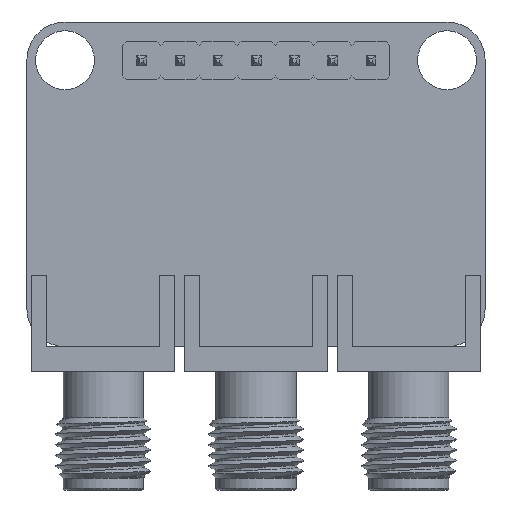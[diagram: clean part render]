
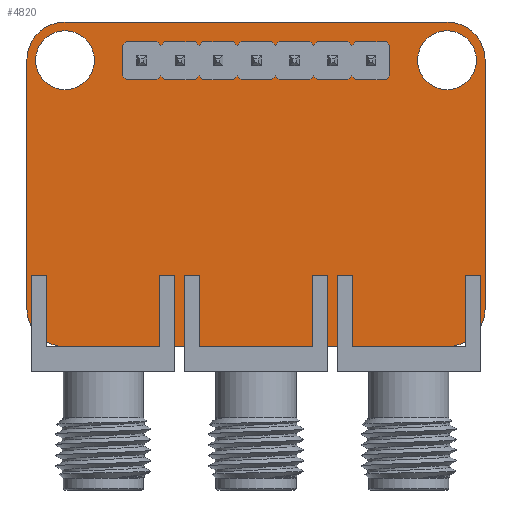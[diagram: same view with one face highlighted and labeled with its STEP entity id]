
A CAD part, front view. The second image highlights one B-rep face of the part: STEP entity #4820.
In plain terms, the highlighted planar face has unit normal (0, -1, 0).
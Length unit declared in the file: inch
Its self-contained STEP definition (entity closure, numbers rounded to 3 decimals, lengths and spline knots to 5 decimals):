
#88=FACE_BOUND('',#749,.T.);
#89=FACE_BOUND('',#750,.T.);
#90=FACE_BOUND('',#751,.T.);
#91=FACE_BOUND('',#752,.T.);
#92=FACE_BOUND('',#753,.T.);
#93=FACE_BOUND('',#754,.T.);
#94=FACE_BOUND('',#755,.T.);
#95=FACE_BOUND('',#756,.T.);
#96=FACE_BOUND('',#757,.T.);
#207=PLANE('',#5256);
#459=FACE_OUTER_BOUND('',#748,.T.);
#748=EDGE_LOOP('',(#3483,#3484,#3485,#3486,#3487,#3488,#3489,#3490));
#749=EDGE_LOOP('',(#3491));
#750=EDGE_LOOP('',(#3492));
#751=EDGE_LOOP('',(#3493));
#752=EDGE_LOOP('',(#3494));
#753=EDGE_LOOP('',(#3495));
#754=EDGE_LOOP('',(#3496));
#755=EDGE_LOOP('',(#3497));
#756=EDGE_LOOP('',(#3498));
#757=EDGE_LOOP('',(#3499));
#1053=LINE('',#6953,#1631);
#1057=LINE('',#6965,#1635);
#1061=LINE('',#6977,#1639);
#1065=LINE('',#6988,#1643);
#1631=VECTOR('',#5653,0.3937);
#1635=VECTOR('',#5665,0.3937);
#1639=VECTOR('',#5677,0.3937);
#1643=VECTOR('',#5689,0.3937);
#2199=CIRCLE('',#5214,0.077);
#2201=CIRCLE('',#5217,0.077);
#2203=CIRCLE('',#5220,0.01969);
#2205=CIRCLE('',#5223,0.01969);
#2207=CIRCLE('',#5226,0.01969);
#2209=CIRCLE('',#5229,0.01969);
#2211=CIRCLE('',#5232,0.01969);
#2213=CIRCLE('',#5235,0.01969);
#2215=CIRCLE('',#5238,0.01969);
#2216=CIRCLE('',#5240,0.1);
#2218=CIRCLE('',#5244,0.1);
#2220=CIRCLE('',#5248,0.1);
#2222=CIRCLE('',#5252,0.1);
#2278=VERTEX_POINT('',#6891);
#2280=VERTEX_POINT('',#6897);
#2282=VERTEX_POINT('',#6903);
#2284=VERTEX_POINT('',#6909);
#2286=VERTEX_POINT('',#6915);
#2288=VERTEX_POINT('',#6921);
#2290=VERTEX_POINT('',#6927);
#2292=VERTEX_POINT('',#6933);
#2294=VERTEX_POINT('',#6939);
#2295=VERTEX_POINT('',#6943);
#2296=VERTEX_POINT('',#6944);
#2299=VERTEX_POINT('',#6952);
#2301=VERTEX_POINT('',#6958);
#2303=VERTEX_POINT('',#6964);
#2305=VERTEX_POINT('',#6970);
#2307=VERTEX_POINT('',#6976);
#2309=VERTEX_POINT('',#6982);
#2714=EDGE_CURVE('',#2278,#2278,#2199,.T.);
#2717=EDGE_CURVE('',#2280,#2280,#2201,.T.);
#2720=EDGE_CURVE('',#2282,#2282,#2203,.T.);
#2723=EDGE_CURVE('',#2284,#2284,#2205,.T.);
#2726=EDGE_CURVE('',#2286,#2286,#2207,.T.);
#2729=EDGE_CURVE('',#2288,#2288,#2209,.T.);
#2732=EDGE_CURVE('',#2290,#2290,#2211,.T.);
#2735=EDGE_CURVE('',#2292,#2292,#2213,.T.);
#2738=EDGE_CURVE('',#2294,#2294,#2215,.T.);
#2739=EDGE_CURVE('',#2295,#2296,#2216,.T.);
#2743=EDGE_CURVE('',#2299,#2295,#1053,.T.);
#2746=EDGE_CURVE('',#2301,#2299,#2218,.T.);
#2749=EDGE_CURVE('',#2303,#2301,#1057,.T.);
#2752=EDGE_CURVE('',#2305,#2303,#2220,.T.);
#2755=EDGE_CURVE('',#2307,#2305,#1061,.T.);
#2758=EDGE_CURVE('',#2309,#2307,#2222,.T.);
#2761=EDGE_CURVE('',#2296,#2309,#1065,.T.);
#3483=ORIENTED_EDGE('',*,*,#2761,.F.);
#3484=ORIENTED_EDGE('',*,*,#2739,.F.);
#3485=ORIENTED_EDGE('',*,*,#2743,.F.);
#3486=ORIENTED_EDGE('',*,*,#2746,.F.);
#3487=ORIENTED_EDGE('',*,*,#2749,.F.);
#3488=ORIENTED_EDGE('',*,*,#2752,.F.);
#3489=ORIENTED_EDGE('',*,*,#2755,.F.);
#3490=ORIENTED_EDGE('',*,*,#2758,.F.);
#3491=ORIENTED_EDGE('',*,*,#2738,.F.);
#3492=ORIENTED_EDGE('',*,*,#2735,.F.);
#3493=ORIENTED_EDGE('',*,*,#2732,.F.);
#3494=ORIENTED_EDGE('',*,*,#2729,.F.);
#3495=ORIENTED_EDGE('',*,*,#2726,.F.);
#3496=ORIENTED_EDGE('',*,*,#2723,.F.);
#3497=ORIENTED_EDGE('',*,*,#2720,.F.);
#3498=ORIENTED_EDGE('',*,*,#2717,.F.);
#3499=ORIENTED_EDGE('',*,*,#2714,.F.);
#4820=ADVANCED_FACE('',(#459,#88,#89,#90,#91,#92,#93,#94,#95,#96),#207,
 .F.);
#5214=AXIS2_PLACEMENT_3D('',#6893,#5585,#5586);
#5217=AXIS2_PLACEMENT_3D('',#6899,#5592,#5593);
#5220=AXIS2_PLACEMENT_3D('',#6905,#5599,#5600);
#5223=AXIS2_PLACEMENT_3D('',#6911,#5606,#5607);
#5226=AXIS2_PLACEMENT_3D('',#6917,#5613,#5614);
#5229=AXIS2_PLACEMENT_3D('',#6923,#5620,#5621);
#5232=AXIS2_PLACEMENT_3D('',#6929,#5627,#5628);
#5235=AXIS2_PLACEMENT_3D('',#6935,#5634,#5635);
#5238=AXIS2_PLACEMENT_3D('',#6941,#5641,#5642);
#5240=AXIS2_PLACEMENT_3D('',#6945,#5645,#5646);
#5244=AXIS2_PLACEMENT_3D('',#6959,#5658,#5659);
#5248=AXIS2_PLACEMENT_3D('',#6971,#5670,#5671);
#5252=AXIS2_PLACEMENT_3D('',#6983,#5682,#5683);
#5256=AXIS2_PLACEMENT_3D('',#6991,#5693,#5694);
#5585=DIRECTION('center_axis',(0.,-1.,0.));
#5586=DIRECTION('ref_axis',(1.,0.,0.));
#5592=DIRECTION('center_axis',(0.,-1.,0.));
#5593=DIRECTION('ref_axis',(1.,0.,0.));
#5599=DIRECTION('center_axis',(0.,-1.,0.));
#5600=DIRECTION('ref_axis',(1.,0.,0.));
#5606=DIRECTION('center_axis',(0.,-1.,0.));
#5607=DIRECTION('ref_axis',(1.,0.,0.));
#5613=DIRECTION('center_axis',(0.,-1.,0.));
#5614=DIRECTION('ref_axis',(1.,0.,0.));
#5620=DIRECTION('center_axis',(0.,-1.,0.));
#5621=DIRECTION('ref_axis',(1.,0.,0.));
#5627=DIRECTION('center_axis',(0.,-1.,0.));
#5628=DIRECTION('ref_axis',(1.,0.,0.));
#5634=DIRECTION('center_axis',(0.,-1.,0.));
#5635=DIRECTION('ref_axis',(1.,0.,0.));
#5641=DIRECTION('center_axis',(0.,-1.,0.));
#5642=DIRECTION('ref_axis',(1.,0.,0.));
#5645=DIRECTION('center_axis',(0.,1.,0.));
#5646=DIRECTION('ref_axis',(0.,0.,-1.));
#5653=DIRECTION('',(-1.,0.,0.));
#5658=DIRECTION('center_axis',(0.,1.,0.));
#5659=DIRECTION('ref_axis',(1.,0.,0.));
#5665=DIRECTION('',(0.,0.,-1.));
#5670=DIRECTION('center_axis',(0.,1.,0.));
#5671=DIRECTION('ref_axis',(0.,0.,1.));
#5677=DIRECTION('',(1.,0.,0.));
#5682=DIRECTION('center_axis',(0.,1.,0.));
#5683=DIRECTION('ref_axis',(-1.,0.,0.));
#5689=DIRECTION('',(0.,0.,1.));
#5693=DIRECTION('center_axis',(0.,1.,0.));
#5694=DIRECTION('ref_axis',(0.,0.,1.));
#6891=CARTESIAN_POINT('',(0.423,0.,0.325));
#6893=CARTESIAN_POINT('Origin',(0.5,0.,0.325));
#6897=CARTESIAN_POINT('',(-0.577,0.,0.325));
#6899=CARTESIAN_POINT('Origin',(-0.5,0.,0.325));
#6903=CARTESIAN_POINT('',(0.28032,0.,0.325));
#6905=CARTESIAN_POINT('Origin',(0.3,0.,0.325));
#6909=CARTESIAN_POINT('',(0.18032,0.,0.325));
#6911=CARTESIAN_POINT('Origin',(0.2,0.,0.325));
#6915=CARTESIAN_POINT('',(0.08032,0.,0.325));
#6917=CARTESIAN_POINT('Origin',(0.1,0.,0.325));
#6921=CARTESIAN_POINT('',(-0.31969,0.,0.325));
#6923=CARTESIAN_POINT('Origin',(-0.3,0.,0.325));
#6927=CARTESIAN_POINT('',(-0.21969,0.,0.325));
#6929=CARTESIAN_POINT('Origin',(-0.2,0.,0.325));
#6933=CARTESIAN_POINT('',(-0.11969,0.,0.325));
#6935=CARTESIAN_POINT('Origin',(-0.1,0.,0.325));
#6939=CARTESIAN_POINT('',(-0.01968,0.,0.325));
#6941=CARTESIAN_POINT('Origin',(0.,0.,0.325));
#6943=CARTESIAN_POINT('',(-0.5,0.,-0.425));
#6944=CARTESIAN_POINT('',(-0.6,0.,-0.325));
#6945=CARTESIAN_POINT('Origin',(-0.5,0.,-0.325));
#6952=CARTESIAN_POINT('',(0.5,0.,-0.425));
#6953=CARTESIAN_POINT('',(0.5,0.,-0.425));
#6958=CARTESIAN_POINT('',(0.6,0.,-0.325));
#6959=CARTESIAN_POINT('Origin',(0.5,0.,-0.325));
#6964=CARTESIAN_POINT('',(0.6,0.,0.325));
#6965=CARTESIAN_POINT('',(0.6,0.,0.325));
#6970=CARTESIAN_POINT('',(0.5,0.,0.425));
#6971=CARTESIAN_POINT('Origin',(0.5,0.,0.325));
#6976=CARTESIAN_POINT('',(-0.5,0.,0.425));
#6977=CARTESIAN_POINT('',(-0.5,0.,0.425));
#6982=CARTESIAN_POINT('',(-0.6,0.,0.325));
#6983=CARTESIAN_POINT('Origin',(-0.5,0.,0.325));
#6988=CARTESIAN_POINT('',(-0.6,0.,-0.325));
#6991=CARTESIAN_POINT('Origin',(0.,0.,0.));
